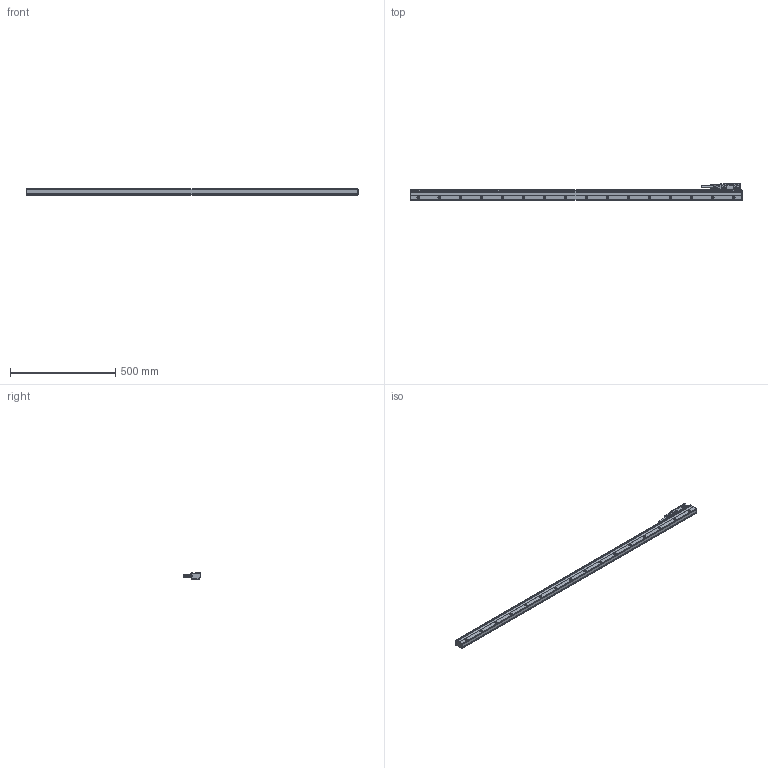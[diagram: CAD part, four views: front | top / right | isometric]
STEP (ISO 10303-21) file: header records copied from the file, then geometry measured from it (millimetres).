
FILE_DESCRIPTION(('CATIA V5 STEP'),'2;1');
FILE_NAME('SR84_SR85_X_R_144_V1.stp','2018-11-30T04:47:56+00:00',('none'),('none'),'CATIA Version 5 Release 19 SP 6 (IN-10)','CATIA V5 STEP AP214','none');
FILE_SCHEMA(('AUTOMOTIVE_DESIGN { 1 0 10303 214 1 1 1 1 }'));
Products named in the file (3): SR87_R_144; SR87_head_R; SR87-144_S
Assembly tree (2 placements, depth 2):
  SR87_R_144
    SR87_head_R
    SR87-144_S
Bounding box: 1578 x 78 x 29 mm (x, y, z)
Volume: 2057199.4 mm3; surface area: 297699.3 mm2
Topology: 2 solids, 20 shells, 2893 faces, 7390 edges, 4447 vertices
Faces by surface type: plane 1454, cylinder 923, cone 178, torus 177, sphere 107, bspline 54
Entity records: 86579 total; most frequent: CARTESIAN_POINT 22365, ORIENTED_EDGE 14528, DIRECTION 10733, EDGE_CURVE 7264, VERTEX_POINT 4447, AXIS2_PLACEMENT_3D 4328, VECTOR 4159, LINE 4159
